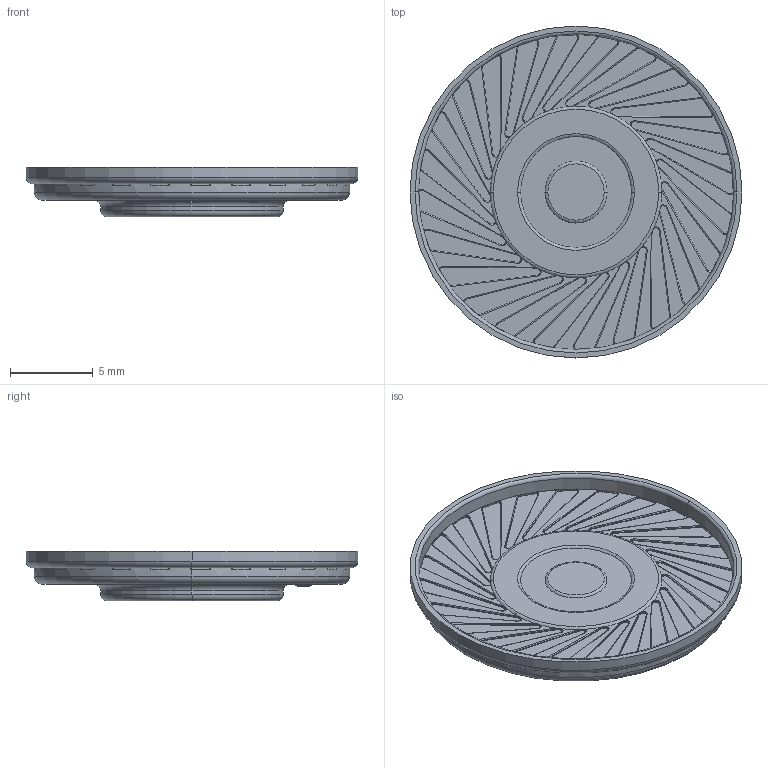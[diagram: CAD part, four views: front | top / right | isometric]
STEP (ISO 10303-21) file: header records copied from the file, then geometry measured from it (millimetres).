
FILE_DESCRIPTION (( 'STEP AP203' ), '1' );
FILE_NAME ('Speaker 20 mm.STEP', '2022-06-29T15:58:04', ( '' ), ( '' ), 'SwSTEP 2.0', 'SolidWorks 2020', '' );
FILE_SCHEMA (( 'CONFIG_CONTROL_DESIGN' ));
Length unit declared in the file: millimetre
Products named in the file (1): Speaker 20 mm
Bounding box: 20 x 20 x 3 mm (x, y, z)
Volume: 385 mm3; surface area: 855.8 mm2
Topology: 2 solids, 2 shells, 537 faces, 1394 edges, 870 vertices
Faces by surface type: cylinder 258, torus 128, plane 103, bspline 48
Entity records: 19801 total; most frequent: CARTESIAN_POINT 6732, DIRECTION 2804, ORIENTED_EDGE 2788, EDGE_CURVE 1394, AXIS2_PLACEMENT_3D 1190, VERTEX_POINT 870, CIRCLE 700, EDGE_LOOP 548
